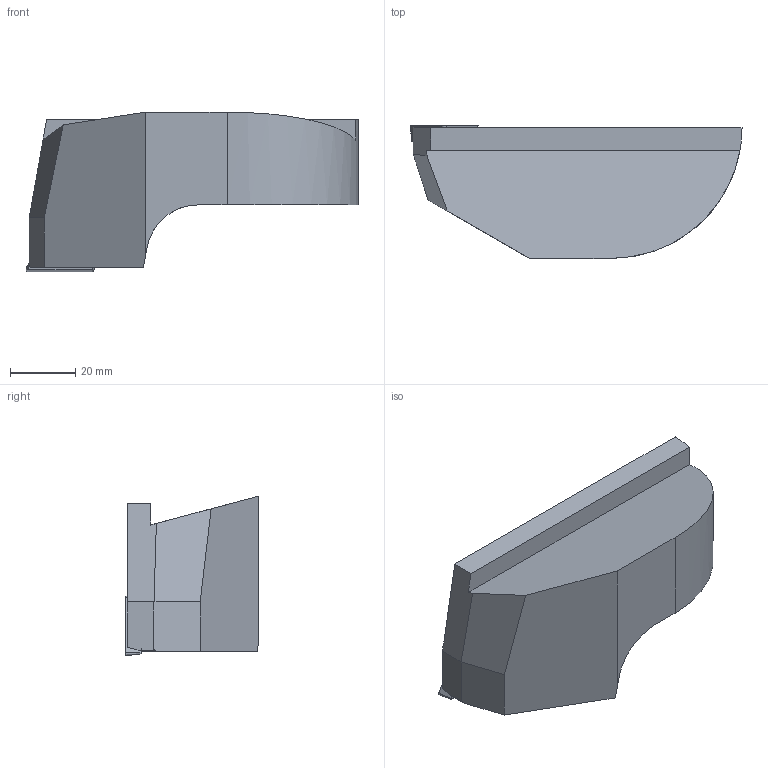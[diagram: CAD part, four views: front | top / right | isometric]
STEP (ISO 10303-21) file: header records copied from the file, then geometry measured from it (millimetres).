
FILE_DESCRIPTION(/* description */ (''),/* implementation_level */ '2;1');
FILE_NAME(/* name */ '1560773559785.stp',/* time_stamp */ '2019-06-17T14:12:42+02:00',/* author */ (''),/* organization */ ('SMS'),/* preprocessor_version */ 'ST-DEVELOPER v15',/* originating_system */ 'SIEMENS PLM Software NX 8.5',/* authorisation */ '');
FILE_SCHEMA (('AUTOMOTIVE_DESIGN { 1 0 10303 214 3 1 1 1 }'));
Length unit declared in the file: millimetre
Products named in the file (4): IsoTurningInsert; ASSEMBLY_CONSTRUCTION; 202347855mod000_00; 111150891mod000_01
Assembly tree (3 placements, depth 2):
  111150891mod000_01
    202347855mod000_00
    ASSEMBLY_CONSTRUCTION
    IsoTurningInsert
Bounding box: 101.5 x 40.7 x 48.84 mm (x, y, z)
Volume: 99237.9 mm3; surface area: 16680.3 mm2
Topology: 2 solids, 2 shells, 44 faces, 113 edges, 80 vertices
Faces by surface type: plane 30, cylinder 5, cone 5, torus 4
Full cylindrical faces by diameter (mm): 5.5 x2
Entity records: 1457 total; most frequent: CARTESIAN_POINT 248, DIRECTION 234, ORIENTED_EDGE 200, EDGE_CURVE 100, AXIS2_PLACEMENT_3D 80, LINE 74, VECTOR 74, VERTEX_POINT 69
